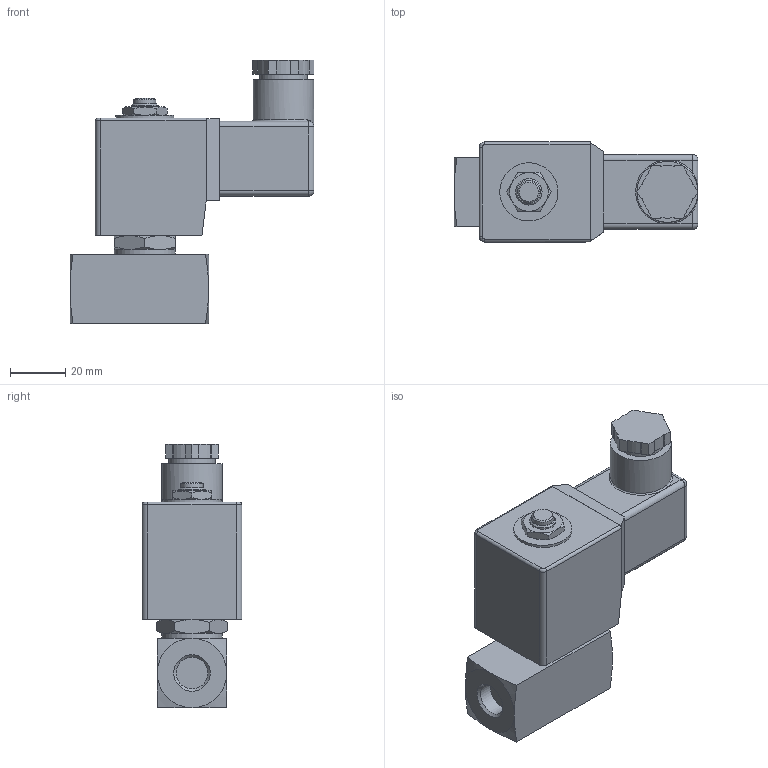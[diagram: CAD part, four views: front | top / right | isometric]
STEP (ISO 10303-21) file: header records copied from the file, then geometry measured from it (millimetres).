
FILE_DESCRIPTION(/* description */ ('3D-Modell'),/* implementation_level */ '2;1');
FILE_NAME(/* name */ '052.001999_A5246-1006.012.stp',/* time_stamp */ '2021-03-05T11:15:12+01:00',/* author */ ('LBirkmann'),/* organization */ (''),/* preprocessor_version */ 'ST-DEVELOPER v16.1',/* originating_system */ 'Autodesk Inventor 2016',/* authorisation */ '');
FILE_SCHEMA (('AUTOMOTIVE_DESIGN { 1 0 10303 214 3 1 1 }'));
Length unit declared in the file: millimetre
Products named in the file (1): 88-005022
Bounding box: 88 x 36 x 94.95 mm (x, y, z)
Volume: 131262.1 mm3; surface area: 21358.7 mm2
Topology: 1 solids, 1 shells, 145 faces, 341 edges, 203 vertices
Faces by surface type: plane 72, cone 36, cylinder 28, bspline 4, sphere 4, torus 1
Full cylindrical faces by diameter (mm): 8 x1, 9.5 x1, 11.445 x2, 17 x1, 21 x1, 22 x2
Entity records: 4043 total; most frequent: CARTESIAN_POINT 938, ORIENTED_EDGE 642, DIRECTION 637, EDGE_CURVE 321, AXIS2_PLACEMENT_3D 242, VERTEX_POINT 201, EDGE_LOOP 168, LINE 153
